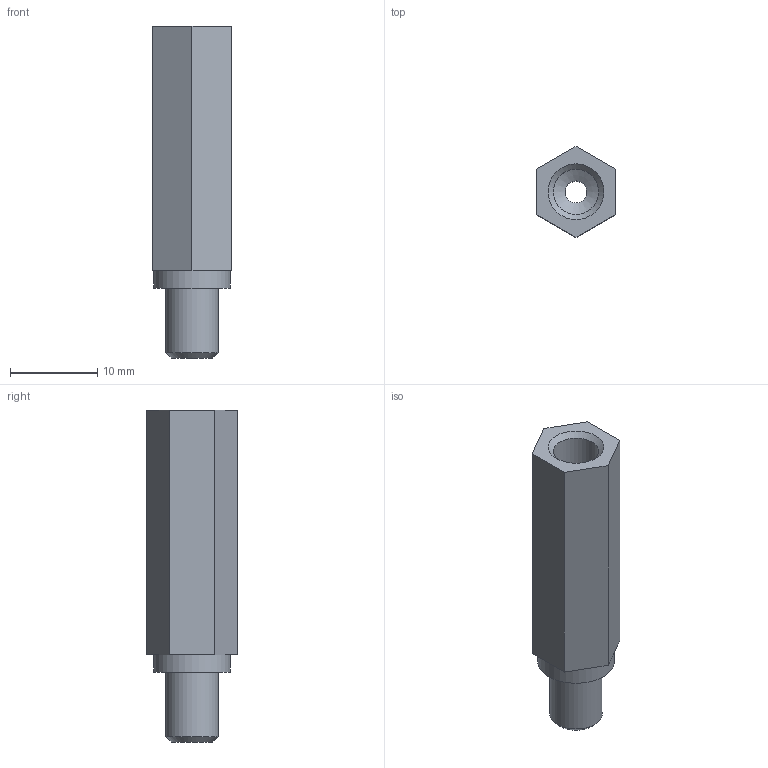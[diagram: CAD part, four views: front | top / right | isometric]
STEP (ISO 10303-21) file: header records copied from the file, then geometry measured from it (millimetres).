
FILE_DESCRIPTION(/* description */ (''),/* implementation_level */ '2;1');
FILE_NAME(/* name */ 'Verlaengerung_30mm_M6x0_75a_x_M6i_Edelstahl_116292.stp',/* time_stamp */ '2021-01-18T16:01:15+01:00',/* author */ ('002245'),/* organization */ (''),/* preprocessor_version */ 'ST-DEVELOPER v17.2',/* originating_system */ 'Autodesk Inventor 2019',/* authorisation */ '');
FILE_SCHEMA (('AUTOMOTIVE_DESIGN { 1 0 10303 214 3 1 1 }'));
Length unit declared in the file: millimetre
Products named in the file (1): anver14a
Bounding box: 9 x 10.39 x 38 mm (x, y, z)
Volume: 1983.5 mm3; surface area: 1559.5 mm2
Topology: 1 solids, 1 shells, 17 faces, 41 edges, 28 vertices
Faces by surface type: plane 10, cylinder 4, cone 3
Full cylindrical faces by diameter (mm): 2.5 x1, 5.188 x1, 6 x1, 8.8 x1
Entity records: 552 total; most frequent: DIRECTION 93, CARTESIAN_POINT 87, ORIENTED_EDGE 82, EDGE_CURVE 41, AXIS2_PLACEMENT_3D 34, VERTEX_POINT 28, LINE 25, VECTOR 25
